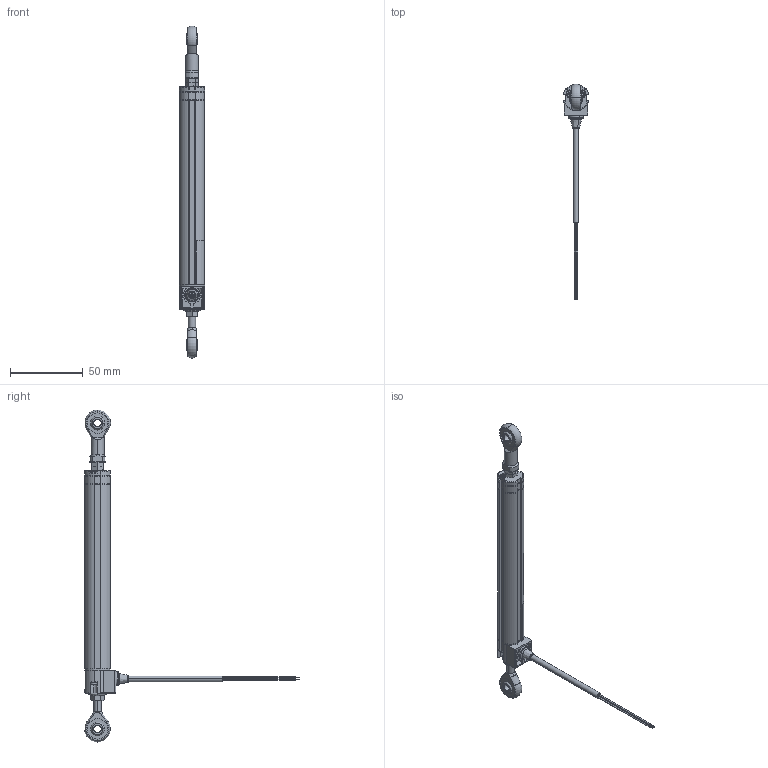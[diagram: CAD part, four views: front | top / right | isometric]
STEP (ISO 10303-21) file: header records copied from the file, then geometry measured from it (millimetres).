
FILE_DESCRIPTION (( 'STEP AP214' ), '1' );
FILE_NAME ('TEX-0100-413-002-201_retracted.STEP', '2014-07-09T08:52:15', ( 'dummy' ), ( 'Microsoft' ), 'SwSTEP 2.0', 'SolidWorks 2013', '' );
FILE_SCHEMA (( 'AUTOMOTIVE_DESIGN' ));
Length unit declared in the file: millimetre
Products named in the file (1): TEX-0100-413-002-201_retracted
Bounding box: 17.55 x 148.07 x 228.67 mm (x, y, z)
Surface area: 17765.4 mm2 (no closed solid volume)
Topology: 0 solids, 30 shells, 447 faces, 1605 edges, 1180 vertices
Faces by surface type: plane 201, cylinder 151, cone 39, torus 28, bspline 20, sphere 8
Entity records: 23610 total; most frequent: CARTESIAN_POINT 5189, DIRECTION 2898, ORIENTED_EDGE 2463, EDGE_CURVE 1593, VERTEX_POINT 1174, AXIS2_PLACEMENT_3D 1024, LINE 850, VECTOR 850
